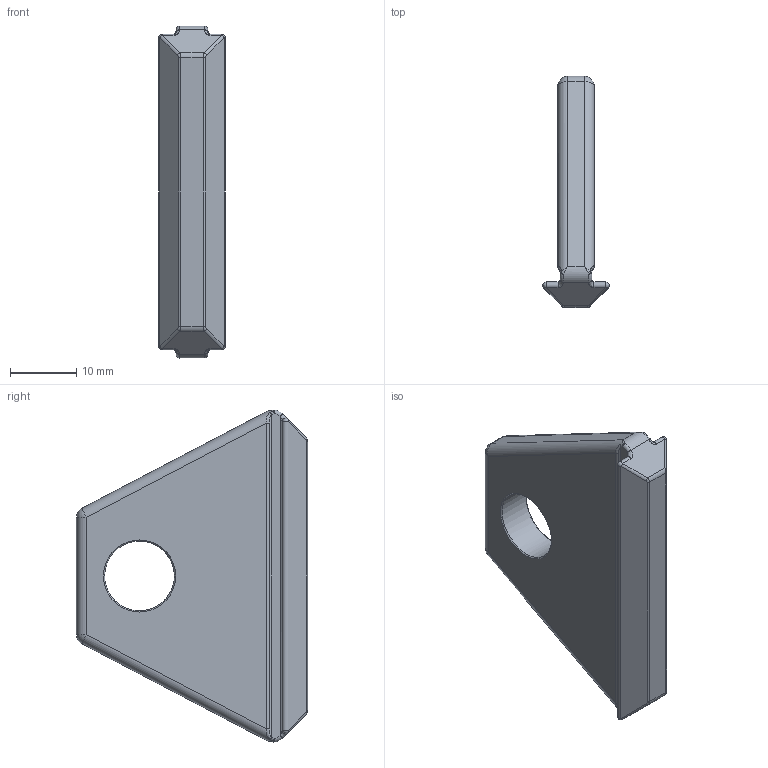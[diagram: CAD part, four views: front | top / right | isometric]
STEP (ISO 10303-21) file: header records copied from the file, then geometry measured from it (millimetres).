
FILE_DESCRIPTION(/* description */ ('KriTec Hängegleiter 6 Raster 20'),/* implementation_level */ '2;1');
FILE_NAME(/* name */ '82155_KriTec_Haengegleiter_6_Raster_20.stp',/* time_stamp */ '2022-07-19T11:38:55+02:00',/* author */ ('Nell'),/* organization */ (''),/* preprocessor_version */ 'ST-DEVELOPER v17',/* originating_system */ 'Autodesk Inventor 2018',/* authorisation */ '');
FILE_SCHEMA (('AUTOMOTIVE_DESIGN { 1 0 10303 214 3 1 1 }'));
Length unit declared in the file: millimetre
Products named in the file (1): 82155
Bounding box: 10 x 34.8 x 50 mm (x, y, z)
Volume: 6740 mm3; surface area: 3491.5 mm2
Topology: 1 solids, 1 shells, 87 faces, 204 edges, 107 vertices
Faces by surface type: cylinder 39, bspline 16, plane 14, sphere 12, torus 4, cone 2
Full cylindrical faces by diameter (mm): 10.5 x1
Entity records: 3556 total; most frequent: CARTESIAN_POINT 1659, DIRECTION 403, ORIENTED_EDGE 384, EDGE_CURVE 192, AXIS2_PLACEMENT_3D 163, VERTEX_POINT 107, EDGE_LOOP 89, FACE_OUTER_BOUND 87
